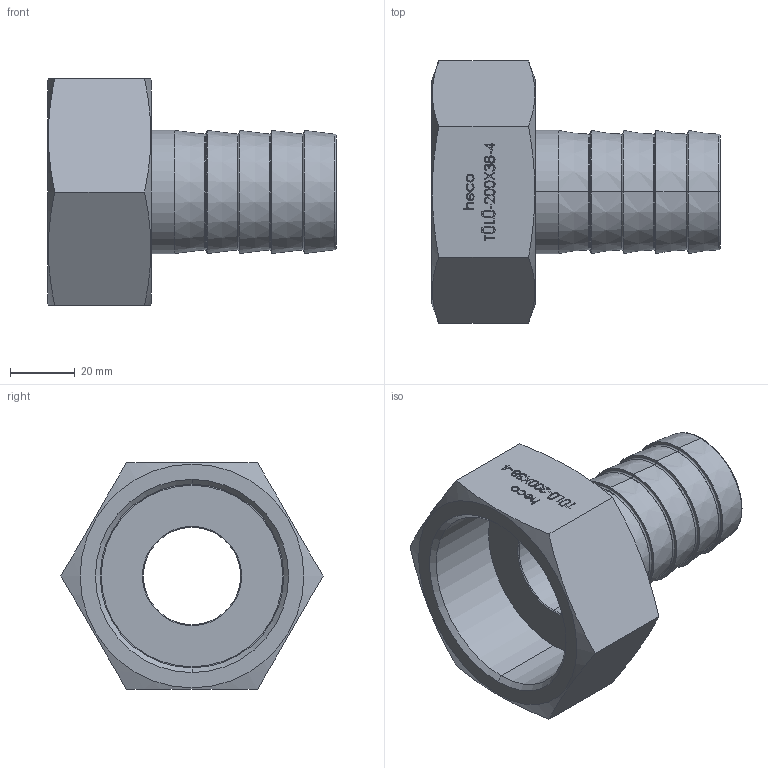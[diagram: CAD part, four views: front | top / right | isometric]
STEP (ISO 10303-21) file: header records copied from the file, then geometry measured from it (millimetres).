
FILE_DESCRIPTION (( 'STEP AP214' ), '1' );
FILE_NAME ('TÜLÜ-200X38-4 Schlauchtülle mit Ü-Mutter heco.STEP', '2018-07-02T12:39:12', ( '' ), ( '' ), 'SwSTEP 2.0', 'SolidWorks 2016', '' );
FILE_SCHEMA (( 'AUTOMOTIVE_DESIGN' ));
Length unit declared in the file: millimetre
Products named in the file (1): TÜLÜ-200X38-4 Schlauchtülle mit Ü-Mutter heco
Bounding box: 89 x 80.83 x 70 mm (x, y, z)
Volume: 85789.2 mm3; surface area: 34976.7 mm2
Topology: 2 solids, 2 shells, 299 faces, 751 edges, 486 vertices
Faces by surface type: plane 121, bspline 120, cone 28, torus 20, cylinder 10
Entity records: 17778 total; most frequent: CARTESIAN_POINT 8913, ORIENTED_EDGE 1502, DIRECTION 943, EDGE_CURVE 751, VERTEX_POINT 486, LINE 407, VECTOR 407, EDGE_LOOP 333
